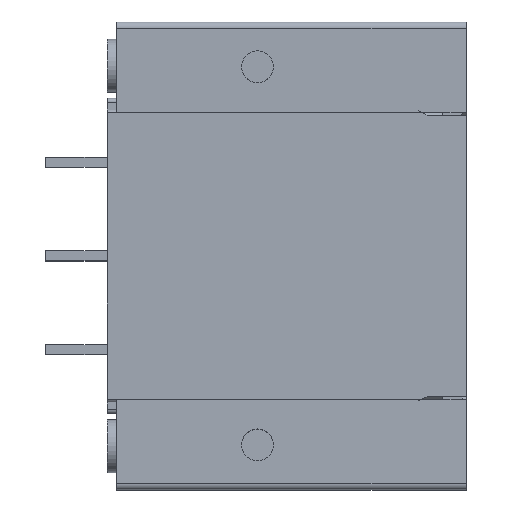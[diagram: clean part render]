
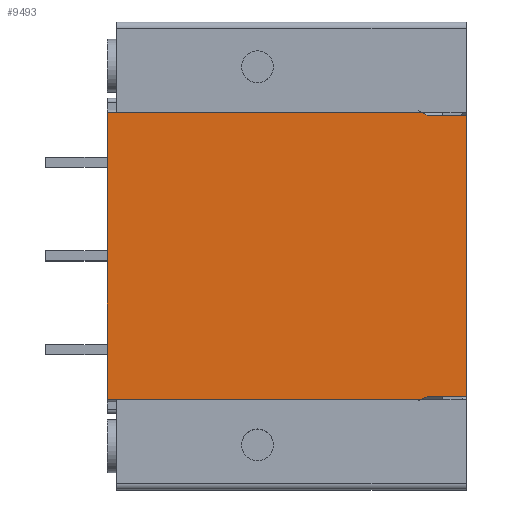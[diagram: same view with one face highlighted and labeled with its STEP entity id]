
A CAD part, top view. The second image highlights one B-rep face of the part: STEP entity #9493.
In plain terms, the highlighted planar face has unit normal (0, 0, 1).
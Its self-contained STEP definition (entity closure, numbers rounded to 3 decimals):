
#614=DIRECTION('',(0.,1.,0.));
#615=VECTOR('',#614,22.86);
#616=CARTESIAN_POINT('',(14.625,1.4,7.145));
#617=LINE('',#616,#615);
#3149=DIRECTION('',(-0.907,0.421,0.));
#3150=VECTOR('',#3149,0.598);
#3151=CARTESIAN_POINT('',(11.525,24.26,7.145));
#3152=LINE('',#3151,#3150);
#3153=DIRECTION('',(-1.,0.,0.));
#3154=VECTOR('',#3153,3.1);
#3155=CARTESIAN_POINT('',(14.625,24.26,7.145));
#3156=LINE('',#3155,#3154);
#3157=DIRECTION('',(-1.,0.,0.));
#3158=VECTOR('',#3157,3.1);
#3159=CARTESIAN_POINT('',(14.625,1.4,7.145));
#3160=LINE('',#3159,#3158);
#3161=DIRECTION('',(-0.907,-0.421,0.));
#3162=VECTOR('',#3161,0.598);
#3163=CARTESIAN_POINT('',(11.525,1.4,7.145));
#3164=LINE('',#3163,#3162);
#3165=DIRECTION('',(1.,0.,0.));
#3166=VECTOR('',#3165,25.608);
#3167=CARTESIAN_POINT('',(-14.625,1.149,7.145));
#3168=LINE('',#3167,#3166);
#3169=DIRECTION('',(0.,1.,0.));
#3170=VECTOR('',#3169,23.363);
#3171=CARTESIAN_POINT('',(-14.625,1.149,7.145));
#3172=LINE('',#3171,#3170);
#3173=DIRECTION('',(1.,0.,0.));
#3174=VECTOR('',#3173,25.608);
#3175=CARTESIAN_POINT('',(-14.625,24.511,7.145));
#3176=LINE('',#3175,#3174);
#4423=CARTESIAN_POINT('',(14.625,1.4,7.145));
#4424=CARTESIAN_POINT('',(11.525,1.4,7.145));
#4425=VERTEX_POINT('',#4423);
#4426=VERTEX_POINT('',#4424);
#4481=CARTESIAN_POINT('',(10.983,1.149,7.145));
#4482=VERTEX_POINT('',#4481);
#4483=CARTESIAN_POINT('',(-14.625,1.149,7.145));
#4484=VERTEX_POINT('',#4483);
#4506=CARTESIAN_POINT('',(-14.625,24.511,7.145));
#4507=VERTEX_POINT('',#4506);
#4666=CARTESIAN_POINT('',(11.525,24.26,7.145));
#4667=CARTESIAN_POINT('',(10.983,24.511,7.145));
#4668=VERTEX_POINT('',#4666);
#4669=VERTEX_POINT('',#4667);
#4670=CARTESIAN_POINT('',(14.625,24.26,7.145));
#4671=VERTEX_POINT('',#4670);
#9477=CARTESIAN_POINT('',(-14.625,0.,7.145));
#9478=DIRECTION('',(0.,0.,1.));
#9479=DIRECTION('',(1.,0.,0.));
#9480=AXIS2_PLACEMENT_3D('',#9477,#9478,#9479);
#9481=PLANE('',#9480);
#9482=ORIENTED_EDGE('',*,*,#8182,.F.);
#9483=ORIENTED_EDGE('',*,*,#9470,.F.);
#9484=ORIENTED_EDGE('',*,*,#5885,.F.);
#9485=ORIENTED_EDGE('',*,*,#7178,.T.);
#9486=ORIENTED_EDGE('',*,*,#7212,.T.);
#9488=ORIENTED_EDGE('',*,*,#9487,.F.);
#9489=ORIENTED_EDGE('',*,*,#7434,.T.);
#9490=ORIENTED_EDGE('',*,*,#7721,.T.);
#9491=EDGE_LOOP('',(#9482,#9483,#9484,#9485,#9486,#9488,#9489,#9490));
#9492=FACE_OUTER_BOUND('',#9491,.F.);
#9493=ADVANCED_FACE('',(#9492),#9481,.T.);
#5885=EDGE_CURVE('',#4425,#4671,#617,.T.);
#7178=EDGE_CURVE('',#4425,#4426,#3160,.T.);
#7212=EDGE_CURVE('',#4426,#4482,#3164,.T.);
#7434=EDGE_CURVE('',#4484,#4507,#3172,.T.);
#7721=EDGE_CURVE('',#4507,#4669,#3176,.T.);
#8182=EDGE_CURVE('',#4668,#4669,#3152,.T.);
#9470=EDGE_CURVE('',#4671,#4668,#3156,.T.);
#9487=EDGE_CURVE('',#4484,#4482,#3168,.T.);
